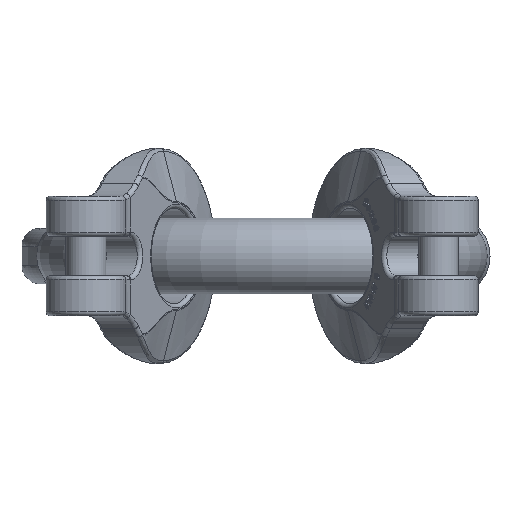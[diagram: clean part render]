
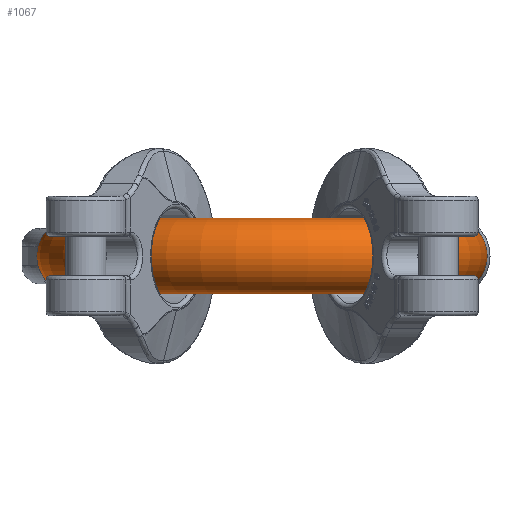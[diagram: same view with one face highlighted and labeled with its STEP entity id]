
A CAD part, front view. The second image highlights one B-rep face of the part: STEP entity #1067.
In plain terms, the highlighted toroidal (fillet/blend) face has major radius 47 mm and minor radius 9.5 mm.
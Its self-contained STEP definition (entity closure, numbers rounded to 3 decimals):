
#1009=TOROIDAL_SURFACE('',#9526,47.,9.5);
#1067=ADVANCED_FACE('',(#3693,#3694),#1009,.T.);
#3693=FACE_BOUND('',#3777,.T.);
#3694=FACE_BOUND('',#3778,.T.);
#3777=EDGE_LOOP('',(#4405));
#3778=EDGE_LOOP('',(#4406));
#4405=ORIENTED_EDGE('',*,*,#7963,.T.);
#4406=ORIENTED_EDGE('',*,*,#8001,.F.);
#7075=VERTEX_POINT('',#11653);
#7113=VERTEX_POINT('',#11895);
#7963=EDGE_CURVE('',#7075,#7075,#9319,.T.);
#8001=EDGE_CURVE('',#7113,#7113,#9321,.T.);
#9319=CIRCLE('',#9508,9.5);
#9321=CIRCLE('',#9520,9.5);
#9508=AXIS2_PLACEMENT_3D('',#11652,#9993,#9994);
#9520=AXIS2_PLACEMENT_3D('',#11894,#10025,#10026);
#9526=AXIS2_PLACEMENT_3D('',#11904,#10037,#10038);
#9993=DIRECTION('',(0.,-1.,0.));
#9994=DIRECTION('',(1.,0.,0.));
#10025=DIRECTION('',(0.,1.,0.));
#10026=DIRECTION('',(-1.,0.,0.));
#10037=DIRECTION('',(0.,0.,1.));
#10038=DIRECTION('',(1.,0.,0.));
#11652=CARTESIAN_POINT('',(-47.,-30.,0.));
#11653=CARTESIAN_POINT('',(-37.5,-30.,0.));
#11894=CARTESIAN_POINT('',(47.,-30.,0.));
#11895=CARTESIAN_POINT('',(37.5,-30.,0.));
#11904=CARTESIAN_POINT('',(0.,-30.,0.));
